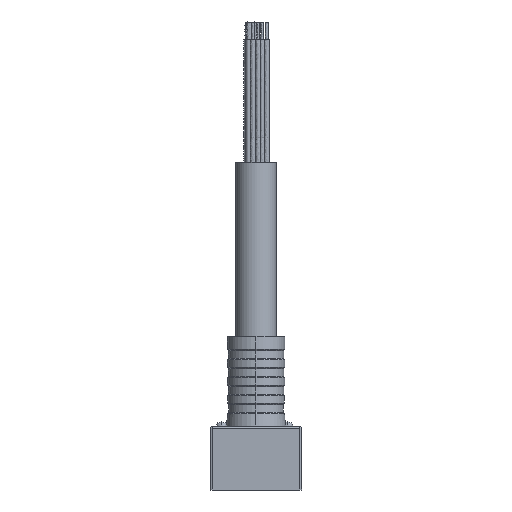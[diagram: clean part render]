
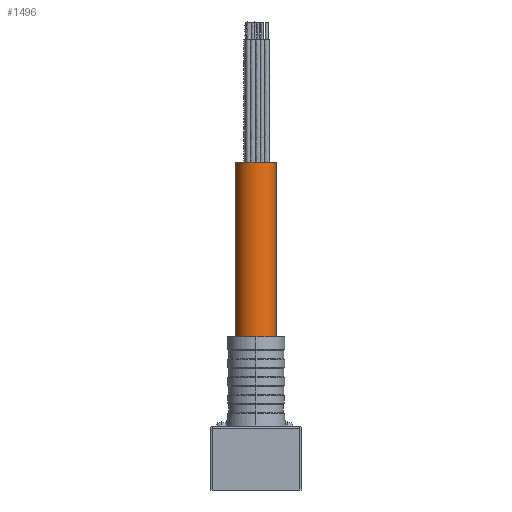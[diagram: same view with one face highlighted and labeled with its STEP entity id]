
A CAD part, left-side view. The second image highlights one B-rep face of the part: STEP entity #1496.
In plain terms, the highlighted free-form (B-spline) face has degree [1, 2] with [2, 5] control points.
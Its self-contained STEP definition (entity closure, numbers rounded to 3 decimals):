
#1412=CARTESIAN_POINT('',(-110.458,-5.75,-0.5));
#1413=VERTEX_POINT('',#1412);
#1414=CARTESIAN_POINT('',(-110.458,5.75,-0.5));
#1415=VERTEX_POINT('',#1414);
#1416=CARTESIAN_POINT('',(-110.458,-5.75,-0.5));
#1417=CARTESIAN_POINT('',(-110.458,-5.75,-6.25));
#1418=CARTESIAN_POINT('',(-110.458,0.,-6.25));
#1419=CARTESIAN_POINT('',(-110.458,5.75,-6.25));
#1420=CARTESIAN_POINT('',(-110.458,5.75,-0.5));
#1421=(BOUNDED_CURVE()B_SPLINE_CURVE(2,(#1416,#1417,#1418,#1419,#1420),.CIRCULAR_ARC.,.F.,.U.)B_SPLINE_CURVE_WITH_KNOTS((3,2,3),(0.,0.5,1.),.UNSPECIFIED.)CURVE()GEOMETRIC_REPRESENTATION_ITEM()RATIONAL_B_SPLINE_CURVE((1.,0.707,1.,0.707,1.))REPRESENTATION_ITEM(''));
#1422=EDGE_CURVE('',#1413,#1415,#1421,.T.);
#1446=CARTESIAN_POINT('',(-160.028,5.75,-0.5));
#1447=VERTEX_POINT('',#1446);
#1448=CARTESIAN_POINT('',(-110.458,5.75,-0.5));
#1449=CARTESIAN_POINT('',(-160.028,5.75,-0.5));
#1450=B_SPLINE_CURVE_WITH_KNOTS('',1,(#1448,#1449),.POLYLINE_FORM.,.F.,.U.,(2,2),(0.,1.),.UNSPECIFIED.);
#1451=EDGE_CURVE('',#1415,#1447,#1450,.T.);
#1453=CARTESIAN_POINT('',(-160.028,-5.75,-0.5));
#1454=VERTEX_POINT('',#1453);
#1463=CARTESIAN_POINT('',(-160.028,-5.75,-0.5));
#1464=CARTESIAN_POINT('',(-110.458,-5.75,-0.5));
#1465=B_SPLINE_CURVE_WITH_KNOTS('',1,(#1463,#1464),.POLYLINE_FORM.,.F.,.U.,(2,2),(0.,1.),.UNSPECIFIED.);
#1466=EDGE_CURVE('',#1454,#1413,#1465,.T.);
#1472=CARTESIAN_POINT('',(-110.458,-5.75,-0.5));
#1473=CARTESIAN_POINT('',(-110.458,-5.75,-6.25));
#1474=CARTESIAN_POINT('',(-110.458,0.,-6.25));
#1475=CARTESIAN_POINT('',(-110.458,5.75,-6.25));
#1476=CARTESIAN_POINT('',(-110.458,5.75,-0.5));
#1477=CARTESIAN_POINT('',(-160.028,-5.75,-0.5));
#1478=CARTESIAN_POINT('',(-160.028,-5.75,-6.25));
#1479=CARTESIAN_POINT('',(-160.028,0.,-6.25));
#1480=CARTESIAN_POINT('',(-160.028,5.75,-6.25));
#1481=CARTESIAN_POINT('',(-160.028,5.75,-0.5));
#1482=(BOUNDED_SURFACE()B_SPLINE_SURFACE(1,2,((#1472,#1473,#1474,#1475,#1476),(#1477,#1478,#1479,#1480,#1481)),.CYLINDRICAL_SURF.,.F.,.F.,.U.)B_SPLINE_SURFACE_WITH_KNOTS((2,2),(3,2,3),(0.,0.324),(0.,0.25,0.5),.UNSPECIFIED.)GEOMETRIC_REPRESENTATION_ITEM()RATIONAL_B_SPLINE_SURFACE(((1.,0.707,1.,0.707,1.),(1.,0.707,1.,0.707,1.)))REPRESENTATION_ITEM('')SURFACE());
#1483=ORIENTED_EDGE('',*,*,#1466,.F.);
#1484=CARTESIAN_POINT('',(-160.028,-5.75,-0.5));
#1485=CARTESIAN_POINT('',(-160.028,-5.75,-6.25));
#1486=CARTESIAN_POINT('',(-160.028,0.,-6.25));
#1487=CARTESIAN_POINT('',(-160.028,5.75,-6.25));
#1488=CARTESIAN_POINT('',(-160.028,5.75,-0.5));
#1489=(BOUNDED_CURVE()B_SPLINE_CURVE(2,(#1484,#1485,#1486,#1487,#1488),.CIRCULAR_ARC.,.F.,.U.)B_SPLINE_CURVE_WITH_KNOTS((3,2,3),(0.,0.5,1.),.UNSPECIFIED.)CURVE()GEOMETRIC_REPRESENTATION_ITEM()RATIONAL_B_SPLINE_CURVE((1.,0.707,1.,0.707,1.))REPRESENTATION_ITEM(''));
#1490=EDGE_CURVE('',#1454,#1447,#1489,.T.);
#1491=ORIENTED_EDGE('',*,*,#1490,.T.);
#1492=ORIENTED_EDGE('',*,*,#1451,.F.);
#1493=ORIENTED_EDGE('',*,*,#1422,.F.);
#1494=EDGE_LOOP('',(#1483,#1491,#1492,#1493));
#1495=FACE_OUTER_BOUND('',#1494,.T.);
#1496=ADVANCED_FACE('',(#1495),#1482,.T.);
